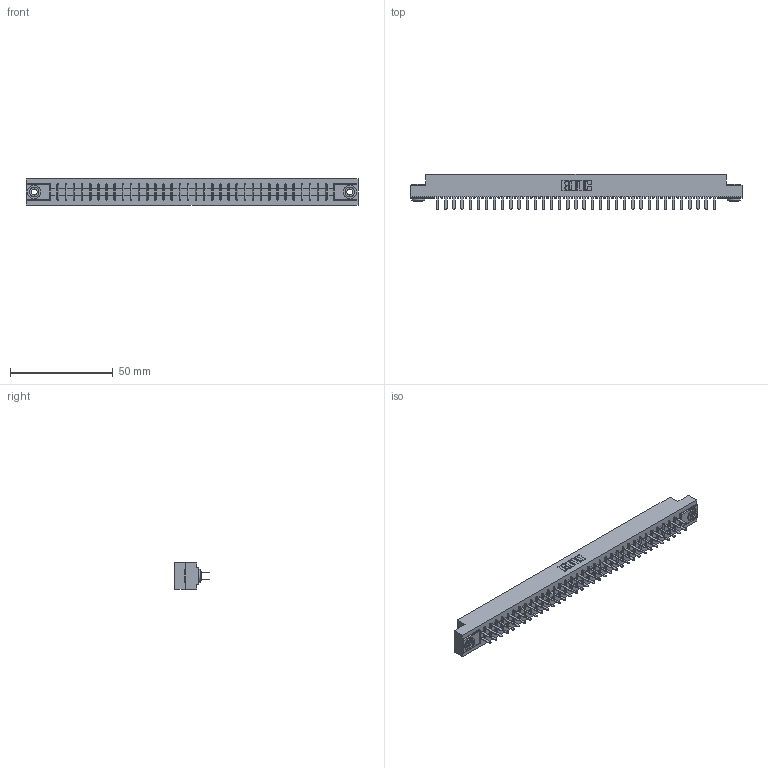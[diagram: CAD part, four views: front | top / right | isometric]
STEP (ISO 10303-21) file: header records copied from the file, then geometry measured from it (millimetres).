
FILE_DESCRIPTION (( 'STEP AP203' ), '1' );
FILE_NAME ('355-070-520-503.STEP', '2019-09-12T17:26:13', ( '' ), ( '' ), 'SwSTEP 2.0', 'SolidWorks 2016', '' );
FILE_SCHEMA (( 'CONFIG_CONTROL_DESIGN' ));
Length unit declared in the file: inch
Products named in the file (4): 345-250-002_345-250-002-102; 355-070-520-503; 305-290-001_520; 305 Part_.156 Dia
Assembly tree (73 placements, depth 2):
  355-070-520-503
    305 Part_.156 Dia
    305-290-001_520  x70
    345-250-002_345-250-002-102  x2
Bounding box: 161.7 x 17.09 x 12.7 mm (x, y, z)
Volume: 16338 mm3; surface area: 21705.3 mm2
Topology: 73 solids, 73 shells, 3388 faces, 9633 edges, 6230 vertices
Faces by surface type: plane 1982, cylinder 1258, sphere 140, cone 8
Entity records: 39693 total; most frequent: CARTESIAN_POINT 6548, ORIENTED_EDGE 6490, DIRECTION 6355, EDGE_CURVE 3245, LINE 2609, VECTOR 2609, VERTEX_POINT 2066, AXIS2_PLACEMENT_3D 1873
